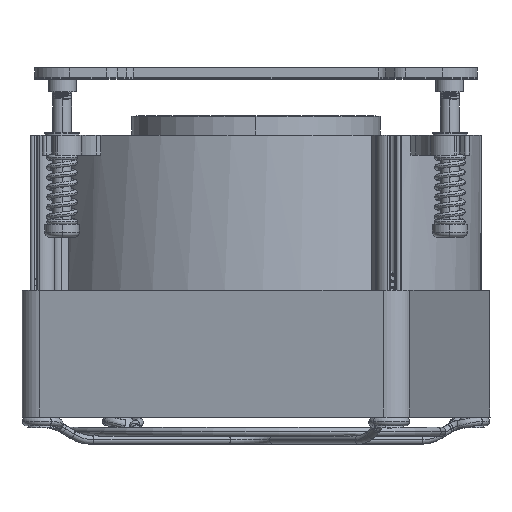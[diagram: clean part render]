
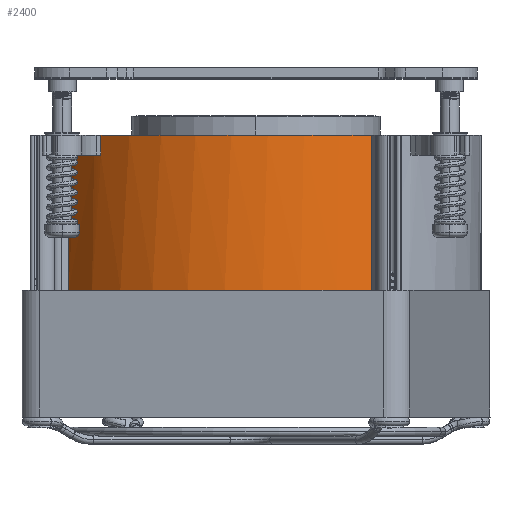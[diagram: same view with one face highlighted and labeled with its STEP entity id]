
A CAD part, front view. The second image highlights one B-rep face of the part: STEP entity #2400.
In plain terms, the highlighted cylindrical face has radius 45.1 mm (diameter 90.2 mm), a partial arc.
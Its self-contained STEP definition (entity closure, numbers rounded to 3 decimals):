
#77=CARTESIAN_POINT('',(823.947,362.341,31.2));
#78=DIRECTION('',(0.,0.,-1.));
#79=DIRECTION('',(0.515,-0.857,0.));
#80=AXIS2_PLACEMENT_3D('',#77,#78,#79);
#153=CARTESIAN_POINT('',(823.947,362.341,31.2));
#154=DIRECTION('',(0.,0.,-1.));
#155=DIRECTION('',(-0.723,-0.691,0.));
#156=AXIS2_PLACEMENT_3D('',#153,#154,#155);
#584=CARTESIAN_POINT('',(823.947,362.341,27.2));
#585=DIRECTION('',(0.,0.,-1.));
#586=DIRECTION('',(-0.691,-0.722,0.));
#587=AXIS2_PLACEMENT_3D('',#584,#585,#586);
#660=DIRECTION('',(0.,0.,-1.));
#661=VECTOR('',#660,4.);
#662=CARTESIAN_POINT('',(791.35,331.174,31.2));
#663=LINE('',#662,#661);
#720=DIRECTION('',(0.,0.,-1.));
#721=VECTOR('',#720,4.);
#722=CARTESIAN_POINT('',(792.763,329.759,31.2));
#723=LINE('',#722,#721);
#724=DIRECTION('',(0.,0.,-1.));
#725=VECTOR('',#724,31.2);
#726=CARTESIAN_POINT('',(847.165,323.677,31.2));
#727=LINE('',#726,#725);
#740=CARTESIAN_POINT('',(823.947,362.341,0.));
#741=DIRECTION('',(0.,0.,-1.));
#742=DIRECTION('',(0.515,-0.857,0.));
#743=AXIS2_PLACEMENT_3D('',#740,#741,#742);
#1010=DIRECTION('',(0.,0.,-1.));
#1011=VECTOR('',#1010,31.2);
#1012=CARTESIAN_POINT('',(786.24,337.599,31.2));
#1013=LINE('',#1012,#1011);
#2058=CARTESIAN_POINT('',(792.763,329.759,27.2));
#2059=CARTESIAN_POINT('',(791.35,331.174,27.2));
#2060=VERTEX_POINT('',#2058);
#2061=VERTEX_POINT('',#2059);
#2062=CARTESIAN_POINT('',(791.35,331.174,31.2));
#2063=VERTEX_POINT('',#2062);
#2086=CARTESIAN_POINT('',(786.24,337.599,31.2));
#2087=CARTESIAN_POINT('',(786.24,337.599,0.));
#2088=VERTEX_POINT('',#2086);
#2089=VERTEX_POINT('',#2087);
#2100=CARTESIAN_POINT('',(847.165,323.677,31.2));
#2101=CARTESIAN_POINT('',(847.165,323.677,0.));
#2102=VERTEX_POINT('',#2100);
#2103=VERTEX_POINT('',#2101);
#2104=CARTESIAN_POINT('',(792.763,329.759,31.2));
#2105=VERTEX_POINT('',#2104);
#2379=CARTESIAN_POINT('',(823.947,362.341,0.));
#2380=DIRECTION('',(0.,0.,-1.));
#2381=DIRECTION('',(-1.,0.,0.));
#2382=AXIS2_PLACEMENT_3D('',#2379,#2380,#2381);
#2383=CYLINDRICAL_SURFACE('',#2382,45.1);
#2385=ORIENTED_EDGE('',*,*,#2384,.F.);
#2387=ORIENTED_EDGE('',*,*,#2386,.F.);
#2388=ORIENTED_EDGE('',*,*,#2155,.F.);
#2390=ORIENTED_EDGE('',*,*,#2389,.T.);
#2392=ORIENTED_EDGE('',*,*,#2391,.T.);
#2394=ORIENTED_EDGE('',*,*,#2393,.F.);
#2395=ORIENTED_EDGE('',*,*,#2187,.F.);
#2397=ORIENTED_EDGE('',*,*,#2396,.T.);
#2398=EDGE_LOOP('',(#2385,#2387,#2388,#2390,#2392,#2394,#2395,#2397));
#2399=FACE_OUTER_BOUND('',#2398,.F.);
#2400=ADVANCED_FACE('',(#2399),#2383,.T.);
#81=CIRCLE('',#80,45.1);
#157=CIRCLE('',#156,45.1);
#588=CIRCLE('',#587,45.1);
#744=CIRCLE('',#743,45.1);
#2155=EDGE_CURVE('',#2102,#2105,#81,.T.);
#2187=EDGE_CURVE('',#2063,#2088,#157,.T.);
#2384=EDGE_CURVE('',#2060,#2061,#588,.T.);
#2386=EDGE_CURVE('',#2105,#2060,#723,.T.);
#2389=EDGE_CURVE('',#2102,#2103,#727,.T.);
#2391=EDGE_CURVE('',#2103,#2089,#744,.T.);
#2393=EDGE_CURVE('',#2088,#2089,#1013,.T.);
#2396=EDGE_CURVE('',#2063,#2061,#663,.T.);
